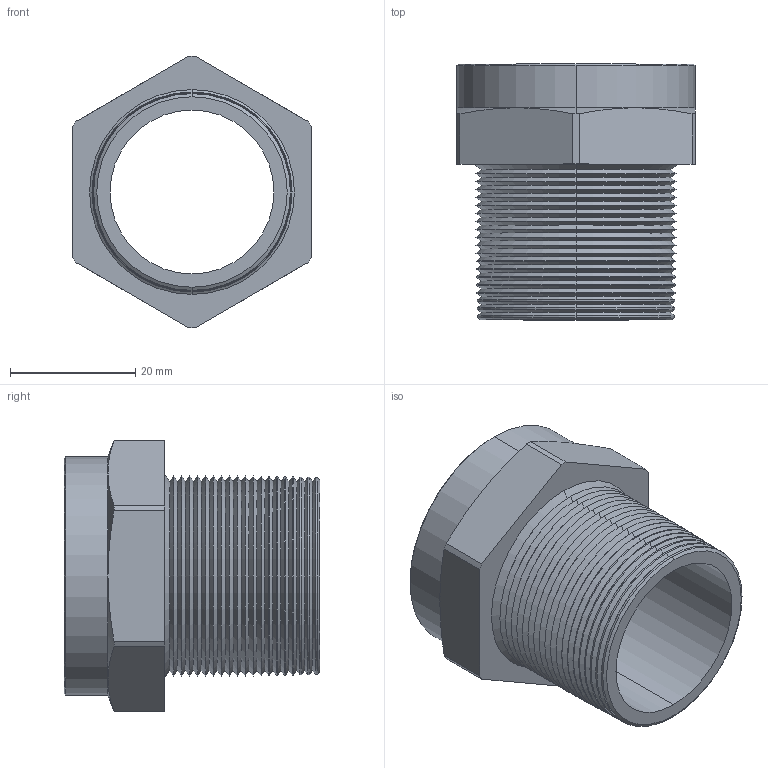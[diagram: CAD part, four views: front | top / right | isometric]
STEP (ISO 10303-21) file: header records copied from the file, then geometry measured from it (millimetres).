
FILE_DESCRIPTION (( 'STEP AP203' ), '1' );
FILE_NAME ('AT-1032-BR.STEP', '2006-03-15T06:55:39', ( 'bay06' ), ( '' ), 'SwSTEP 2.0', 'SolidWorks 2008', '' );
FILE_SCHEMA (( 'CONFIG_CONTROL_DESIGN' ));
Length unit declared in the file: inch
Products named in the file (1): AT-1032-BR
Bounding box: 38.1 x 40.89 x 43.43 mm (x, y, z)
Volume: 12659.7 mm3; surface area: 12016.3 mm2
Topology: 1 solids, 1 shells, 159 faces, 331 edges, 177 vertices
Faces by surface type: cone 135, cylinder 13, plane 11
Entity records: 4241 total; most frequent: DIRECTION 804, CARTESIAN_POINT 728, ORIENTED_EDGE 662, EDGE_CURVE 331, AXIS2_PLACEMENT_3D 325, VERTEX_POINT 177, CIRCLE 165, EDGE_LOOP 164
